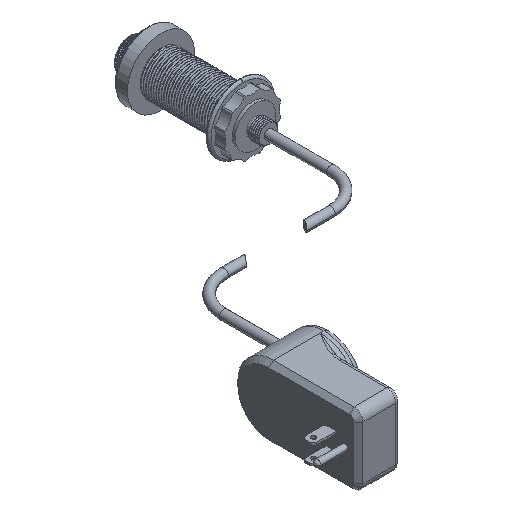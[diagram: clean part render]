
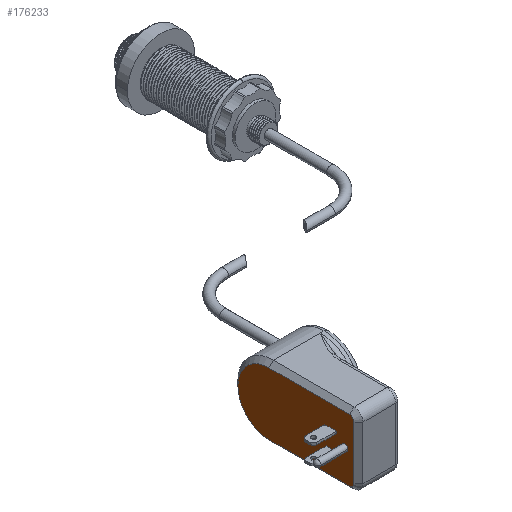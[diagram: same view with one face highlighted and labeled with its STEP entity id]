
A CAD part, isometric view. The second image highlights one B-rep face of the part: STEP entity #176233.
In plain terms, the highlighted planar face has unit normal (-1, 0, 0).
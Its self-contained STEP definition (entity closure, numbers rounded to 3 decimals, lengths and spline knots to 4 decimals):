
#170366=CARTESIAN_POINT('',(-6.533,-9.729,0.));
#170367=DIRECTION('',(-1.,0.,0.));
#170368=DIRECTION('',(0.,0.,1.));
#170369=AXIS2_PLACEMENT_3D('',#170366,#170367,#170368);
#170374=DIRECTION('',(0.,1.,0.));
#170375=VECTOR('',#170374,2.255);
#170376=CARTESIAN_POINT('',(-6.533,-11.984,
0.87));
#170377=LINE('',#170376,#170375);
#170381=CARTESIAN_POINT('',(-6.533,-11.984,0.745));
#170382=DIRECTION('',(-1.,0.,0.));
#170383=DIRECTION('',(0.,-1.,0.));
#170384=AXIS2_PLACEMENT_3D('',#170381,#170382,#170383);
#170389=DIRECTION('',(0.,0.,1.));
#170390=VECTOR('',#170389,1.49);
#170391=CARTESIAN_POINT('',(-6.533,-12.109,
-0.745));
#170392=LINE('',#170391,#170390);
#170396=CARTESIAN_POINT('',(-6.533,-11.984,-0.745));
#170397=DIRECTION('',(-1.,0.,0.));
#170398=DIRECTION('',(0.,0.,-1.));
#170399=AXIS2_PLACEMENT_3D('',#170396,#170397,#170398);
#170404=DIRECTION('',(0.,-1.,0.));
#170405=VECTOR('',#170404,2.255);
#170406=CARTESIAN_POINT('',(-6.533,-9.729,
-0.87));
#170407=LINE('',#170406,#170405);
#170411=DIRECTION('',(0.,1.,0.));
#170412=VECTOR('',#170411,0.32);
#170413=CARTESIAN_POINT('',(-6.533,-11.614,0.282));
#170414=LINE('',#170413,#170412);
#170418=DIRECTION('',(0.,0.,-1.));
#170419=VECTOR('',#170418,0.062);
#170420=CARTESIAN_POINT('',(-6.533,-11.294,0.282));
#170421=LINE('',#170420,#170419);
#170425=DIRECTION('',(0.,-1.,0.));
#170426=VECTOR('',#170425,0.32);
#170427=CARTESIAN_POINT('',(-6.533,-11.294,0.22));
#170428=LINE('',#170427,#170426);
#170432=DIRECTION('',(0.,0.,1.));
#170433=VECTOR('',#170432,0.062);
#170434=CARTESIAN_POINT('',(-6.533,-11.614,0.22));
#170435=LINE('',#170434,#170433);
#170439=DIRECTION('',(0.,1.,0.));
#170440=VECTOR('',#170439,0.25);
#170441=CARTESIAN_POINT('',(-6.533,-11.579,-0.22));
#170442=LINE('',#170441,#170440);
#170446=DIRECTION('',(0.,0.,-1.));
#170447=VECTOR('',#170446,0.062);
#170448=CARTESIAN_POINT('',(-6.533,-11.329,-0.22));
#170449=LINE('',#170448,#170447);
#170453=DIRECTION('',(0.,-1.,0.));
#170454=VECTOR('',#170453,0.25);
#170455=CARTESIAN_POINT('',(-6.533,-11.329,-0.282));
#170456=LINE('',#170455,#170454);
#170460=DIRECTION('',(0.,0.,1.));
#170461=VECTOR('',#170460,0.062);
#170462=CARTESIAN_POINT('',(-6.533,-11.579,-0.282));
#170463=LINE('',#170462,#170461);
#170467=CARTESIAN_POINT('',(-6.533,-11.849,0.));
#170468=DIRECTION('',(-1.,0.,0.));
#170469=DIRECTION('',(0.,-1.,0.));
#170470=AXIS2_PLACEMENT_3D('',#170467,#170468,#170469);
#170475=CARTESIAN_POINT('',(-6.533,-11.849,0.));
#170476=DIRECTION('',(-1.,0.,0.));
#170477=DIRECTION('',(0.,1.,0.));
#170478=AXIS2_PLACEMENT_3D('',#170475,#170476,#170477);
#174483=CARTESIAN_POINT('',(-6.533,-11.614,0.282));
#174484=CARTESIAN_POINT('',(-6.533,-11.294,0.282));
#174485=VERTEX_POINT('',#174483);
#174486=VERTEX_POINT('',#174484);
#174487=CARTESIAN_POINT('',(-6.533,-11.294,0.22));
#174488=VERTEX_POINT('',#174487);
#174489=CARTESIAN_POINT('',(-6.533,-11.614,0.22));
#174490=VERTEX_POINT('',#174489);
#174491=CARTESIAN_POINT('',(-6.533,-11.579,-0.22));
#174492=CARTESIAN_POINT('',(-6.533,-11.329,-0.22));
#174493=VERTEX_POINT('',#174491);
#174494=VERTEX_POINT('',#174492);
#174495=CARTESIAN_POINT('',(-6.533,-11.329,-0.282));
#174496=VERTEX_POINT('',#174495);
#174497=CARTESIAN_POINT('',(-6.533,-11.579,-0.282));
#174498=VERTEX_POINT('',#174497);
#174505=CARTESIAN_POINT('',(-6.533,-11.939,0.));
#174506=CARTESIAN_POINT('',(-6.533,-11.759,0.));
#174507=VERTEX_POINT('',#174505);
#174508=VERTEX_POINT('',#174506);
#174591=CARTESIAN_POINT('',(-6.533,-9.729,0.87));
#174592=CARTESIAN_POINT('',(-6.533,-9.729,-0.87));
#174593=VERTEX_POINT('',#174591);
#174594=VERTEX_POINT('',#174592);
#174599=CARTESIAN_POINT('',(-6.533,-11.984,
-0.87));
#174600=VERTEX_POINT('',#174599);
#174603=CARTESIAN_POINT('',(-6.533,-12.109,-0.745));
#174604=VERTEX_POINT('',#174603);
#174607=CARTESIAN_POINT('',(-6.533,-12.109,
0.745));
#174608=VERTEX_POINT('',#174607);
#174611=CARTESIAN_POINT('',(-6.533,-11.984,0.87));
#174612=VERTEX_POINT('',#174611);
#176189=CARTESIAN_POINT('',(-6.533,-12.234,0.));
#176190=DIRECTION('',(-1.,0.,0.));
#176191=DIRECTION('',(0.,0.,-1.));
#176192=AXIS2_PLACEMENT_3D('',#176189,#176190,#176191);
#176193=PLANE('',#176192);
#176195=ORIENTED_EDGE('',*,*,#176194,.F.);
#176196=ORIENTED_EDGE('',*,*,#176167,.F.);
#176198=ORIENTED_EDGE('',*,*,#176197,.F.);
#176200=ORIENTED_EDGE('',*,*,#176199,.F.);
#176202=ORIENTED_EDGE('',*,*,#176201,.F.);
#176204=ORIENTED_EDGE('',*,*,#176203,.F.);
#176205=EDGE_LOOP('',(#176195,#176196,#176198,#176200,#176202,#176204));
#176206=FACE_OUTER_BOUND('',#176205,.F.);
#176208=ORIENTED_EDGE('',*,*,#176207,.T.);
#176210=ORIENTED_EDGE('',*,*,#176209,.T.);
#176212=ORIENTED_EDGE('',*,*,#176211,.T.);
#176214=ORIENTED_EDGE('',*,*,#176213,.T.);
#176215=EDGE_LOOP('',(#176208,#176210,#176212,#176214));
#176216=FACE_BOUND('',#176215,.F.);
#176218=ORIENTED_EDGE('',*,*,#176217,.T.);
#176220=ORIENTED_EDGE('',*,*,#176219,.T.);
#176222=ORIENTED_EDGE('',*,*,#176221,.T.);
#176224=ORIENTED_EDGE('',*,*,#176223,.T.);
#176225=EDGE_LOOP('',(#176218,#176220,#176222,#176224));
#176226=FACE_BOUND('',#176225,.F.);
#176228=ORIENTED_EDGE('',*,*,#176227,.T.);
#176230=ORIENTED_EDGE('',*,*,#176229,.T.);
#176231=EDGE_LOOP('',(#176228,#176230));
#176232=FACE_BOUND('',#176231,.F.);
#170370=CIRCLE('',#170369,0.87);
#170385=CIRCLE('',#170384,0.125);
#170400=CIRCLE('',#170399,0.125);
#170471=CIRCLE('',#170470,0.09);
#170479=CIRCLE('',#170478,0.09);
#176167=EDGE_CURVE('',#174612,#174593,#170377,.T.);
#176194=EDGE_CURVE('',#174593,#174594,#170370,.T.);
#176197=EDGE_CURVE('',#174608,#174612,#170385,.T.);
#176199=EDGE_CURVE('',#174604,#174608,#170392,.T.);
#176201=EDGE_CURVE('',#174600,#174604,#170400,.T.);
#176203=EDGE_CURVE('',#174594,#174600,#170407,.T.);
#176207=EDGE_CURVE('',#174485,#174486,#170414,.T.);
#176209=EDGE_CURVE('',#174486,#174488,#170421,.T.);
#176211=EDGE_CURVE('',#174488,#174490,#170428,.T.);
#176213=EDGE_CURVE('',#174490,#174485,#170435,.T.);
#176217=EDGE_CURVE('',#174493,#174494,#170442,.T.);
#176219=EDGE_CURVE('',#174494,#174496,#170449,.T.);
#176221=EDGE_CURVE('',#174496,#174498,#170456,.T.);
#176223=EDGE_CURVE('',#174498,#174493,#170463,.T.);
#176227=EDGE_CURVE('',#174507,#174508,#170471,.T.);
#176229=EDGE_CURVE('',#174508,#174507,#170479,.T.);
#176233=ADVANCED_FACE('',(#176206,#176216,#176226,#176232),#176193,.T.);
